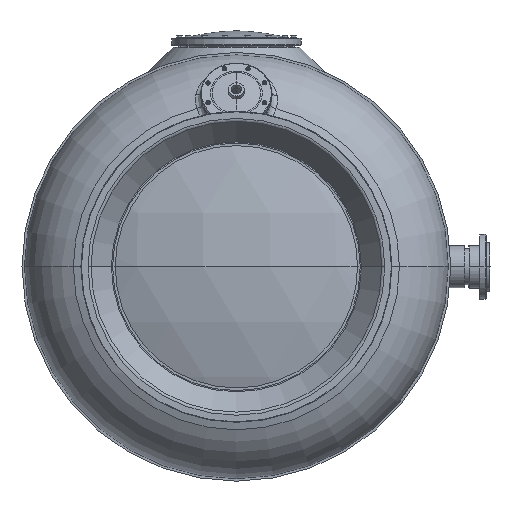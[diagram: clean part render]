
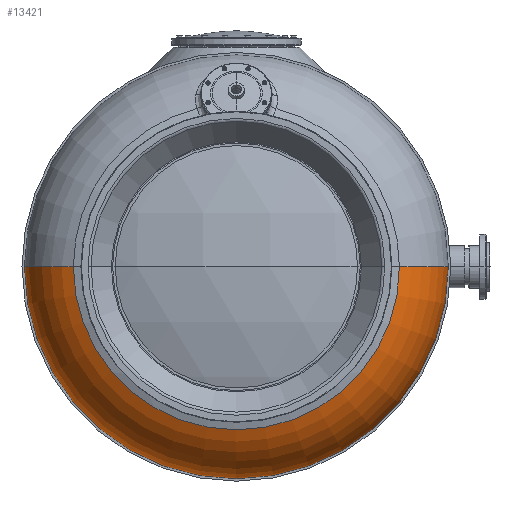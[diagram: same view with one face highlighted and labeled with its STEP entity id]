
A CAD part, front view. The second image highlights one B-rep face of the part: STEP entity #13421.
In plain terms, the highlighted toroidal (fillet/blend) face has major radius 510.938 mm and minor radius 306.562 mm.
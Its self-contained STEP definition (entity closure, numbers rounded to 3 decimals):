
#272 = CARTESIAN_POINT ( 'NONE',  ( -817.5, 408.75, 0. ) ) ;
#2442 = FACE_OUTER_BOUND ( 'NONE', #32928, .T. ) ;
#2991 = DIRECTION ( 'NONE',  ( 0., 1., 0. ) ) ;
#3692 = CIRCLE ( 'NONE', #34086, 628.846 ) ;
#4196 = CIRCLE ( 'NONE', #4736, 817.5 ) ;
#4289 = VERTEX_POINT ( 'NONE', #19003 ) ;
#4736 = AXIS2_PLACEMENT_3D ( 'NONE', #11121, #2991, #16754 ) ;
#4918 = EDGE_CURVE ( 'NONE', #10176, #25917, #4196, .T. ) ;
#5200 = CARTESIAN_POINT ( 'NONE',  ( 510.938, 408.75, 0. ) ) ;
#5993 = CARTESIAN_POINT ( 'NONE',  ( -628.846, 125.769, 0. ) ) ;
#7758 = CARTESIAN_POINT ( 'NONE',  ( 0., 408.75, 0. ) ) ;
#8419 = CARTESIAN_POINT ( 'NONE',  ( -510.938, 408.75, 0. ) ) ;
#10176 = VERTEX_POINT ( 'NONE', #19940 ) ;
#10196 = DIRECTION ( 'NONE',  ( 0.385, -0.923, 0. ) ) ;
#10265 = DIRECTION ( 'NONE',  ( 1., 0., 0. ) ) ;
#11121 = CARTESIAN_POINT ( 'NONE',  ( 0., 408.75, 0. ) ) ;
#12467 = ORIENTED_EDGE ( 'NONE', *, *, #4918, .F. ) ;
#13421 = ADVANCED_FACE ( 'NONE', ( #2442 ), #29727, .T. ) ;
#14557 = AXIS2_PLACEMENT_3D ( 'NONE', #7758, #18521, #10265 ) ;
#16754 = DIRECTION ( 'NONE',  ( 1., 0., 0. ) ) ;
#18449 = DIRECTION ( 'NONE',  ( 0., 0., 1. ) ) ;
#18521 = DIRECTION ( 'NONE',  ( 0., 1., 0. ) ) ;
#19003 = CARTESIAN_POINT ( 'NONE',  ( 628.846, 125.769, 0. ) ) ;
#19940 = CARTESIAN_POINT ( 'NONE',  ( 817.5, 408.75, 0. ) ) ;
#20069 = AXIS2_PLACEMENT_3D ( 'NONE', #8419, #27773, #22317 ) ;
#20705 = EDGE_CURVE ( 'NONE', #4289, #10176, #24793, .T. ) ;
#21726 = VERTEX_POINT ( 'NONE', #5993 ) ;
#22317 = DIRECTION ( 'NONE',  ( -0.385, -0.923, 0. ) ) ;
#22354 = ORIENTED_EDGE ( 'NONE', *, *, #23760, .T. ) ;
#23326 = ORIENTED_EDGE ( 'NONE', *, *, #20705, .F. ) ;
#23760 = EDGE_CURVE ( 'NONE', #4289, #21726, #3692, .T. ) ;
#24793 = CIRCLE ( 'NONE', #25350, 306.562 ) ;
#25210 = DIRECTION ( 'NONE',  ( 0., 1., 0. ) ) ;
#25350 = AXIS2_PLACEMENT_3D ( 'NONE', #5200, #18449, #10196 ) ;
#25672 = CIRCLE ( 'NONE', #20069, 306.562 ) ;
#25822 = EDGE_CURVE ( 'NONE', #21726, #25917, #25672, .T. ) ;
#25917 = VERTEX_POINT ( 'NONE', #272 ) ;
#27773 = DIRECTION ( 'NONE',  ( 0., 0., -1. ) ) ;
#28551 = ORIENTED_EDGE ( 'NONE', *, *, #25822, .T. ) ;
#29727 = TOROIDAL_SURFACE ( 'NONE', #14557, 510.938, 306.563 ) ;
#29788 = DIRECTION ( 'NONE',  ( 1., 0., 0. ) ) ;
#30305 = CARTESIAN_POINT ( 'NONE',  ( 0., 125.769, 0. ) ) ;
#32928 = EDGE_LOOP ( 'NONE', ( #22354, #28551, #12467, #23326 ) ) ;
#34086 = AXIS2_PLACEMENT_3D ( 'NONE', #30305, #25210, #29788 ) ;
